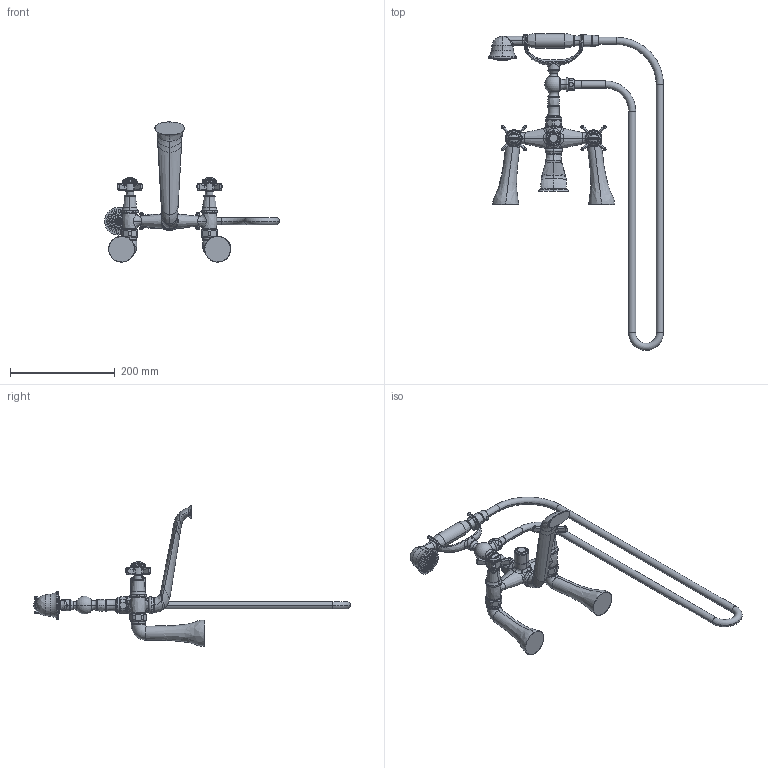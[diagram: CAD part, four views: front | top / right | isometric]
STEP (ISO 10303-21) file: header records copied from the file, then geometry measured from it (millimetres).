
FILE_DESCRIPTION((''),'2;1');
FILE_NAME('1013','2021-01-14T14:58:47',('jinson.thomas'),(''),'CREO PARAMETRIC BY PTC INC, 2018400','CREO PARAMETRIC BY PTC INC, 2018400','');
FILE_SCHEMA(('CONFIG_CONTROL_DESIGN'));
Length unit declared in the file: inch
Products named in the file (1): 1013
Bounding box: 334.8 x 606.04 x 268.56 mm (x, y, z)
Volume: 1006849.5 mm3; surface area: 193647.9 mm2
Topology: 1 solids, 2 shells, 1030 faces, 2885 edges, 1986 vertices
Faces by surface type: cylinder 277, bspline 241, plane 167, torus 158, cone 98, sphere 85, extrusion 4
Entity records: 57157 total; most frequent: CARTESIAN_POINT 33301, ORIENTED_EDGE 5750, DIRECTION 3906, EDGE_CURVE 2875, VERTEX_POINT 1986, AXIS2_PLACEMENT_3D 1721, B_SPLINE_CURVE_WITH_KNOTS 1483, EDGE_LOOP 1171
